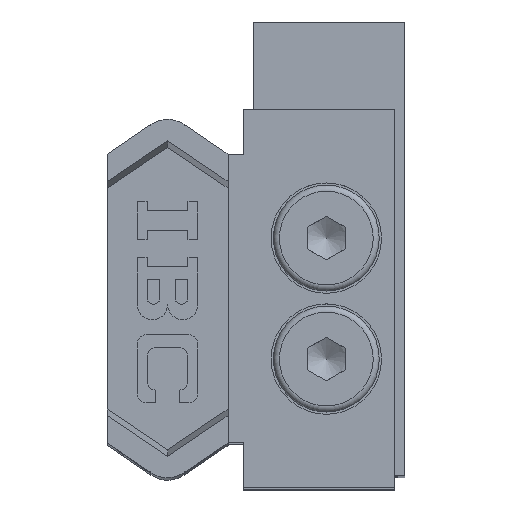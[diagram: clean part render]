
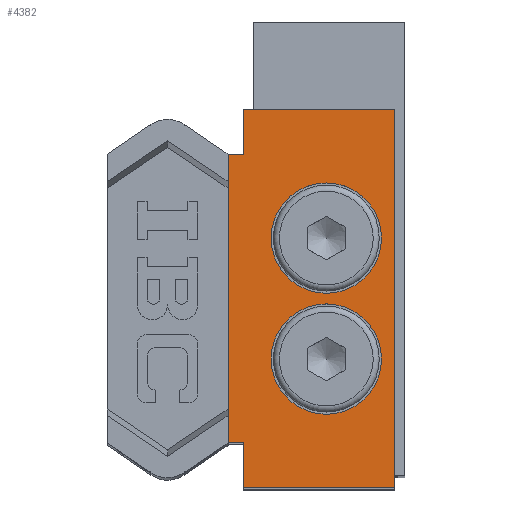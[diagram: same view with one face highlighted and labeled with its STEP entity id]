
A CAD part, top view. The second image highlights one B-rep face of the part: STEP entity #4382.
In plain terms, the highlighted face is planar.
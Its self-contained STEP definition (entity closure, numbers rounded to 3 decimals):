
#2035=CARTESIAN_POINT('',(9.051,-4.001,2.));
#2036=VERTEX_POINT('',#2035);
#2163=CARTESIAN_POINT('',(-9.053,-4.001,2.));
#2164=VERTEX_POINT('',#2163);
#3790=CARTESIAN_POINT('',(-7.304,-4.001,2.0));
#3791=VERTEX_POINT('',#3790);
#3792=CARTESIAN_POINT('',(7.299,-4.001,2.0));
#3793=VERTEX_POINT('',#3792);
#3794=CARTESIAN_POINT('',(-7.304,-4.001,2.));
#3795=DIRECTION('',(1.0,0.0,0.0));
#3796=VECTOR('',#3795,14.603);
#3797=LINE('',#3794,#3796);
#3798=EDGE_CURVE('',#3791,#3793,#3797,.T.);
#3952=CARTESIAN_POINT('',(0.35,-10.501,1.997));
#3953=VERTEX_POINT('',#3952);
#3954=CARTESIAN_POINT('',(4.,-10.501,1.997));
#3955=DIRECTION('',(0.0,0.,1.));
#3956=DIRECTION('',(-1.0,0.0,0.0));
#3957=AXIS2_PLACEMENT_3D('',#3954,#3955,#3956);
#3958=CIRCLE('',#3957,3.65);
#3959=EDGE_CURVE('',#3953,#3953,#3958,.T.);
#4062=CARTESIAN_POINT('',(-7.65,-10.501,1.997));
#4063=VERTEX_POINT('',#4062);
#4064=CARTESIAN_POINT('',(-4.,-10.501,1.997));
#4065=DIRECTION('',(0.0,0.,1.));
#4066=DIRECTION('',(-1.0,0.0,0.0));
#4067=AXIS2_PLACEMENT_3D('',#4064,#4065,#4066);
#4068=CIRCLE('',#4067,3.65);
#4069=EDGE_CURVE('',#4063,#4063,#4068,.T.);
#4123=CARTESIAN_POINT('',(-9.5,-5.001,2.));
#4124=VERTEX_POINT('',#4123);
#4133=CARTESIAN_POINT('',(-12.5,-5.001,2.));
#4134=VERTEX_POINT('',#4133);
#4135=CARTESIAN_POINT('',(-9.5,-5.001,2.));
#4136=DIRECTION('',(-1.0,0.0,0.0));
#4137=VECTOR('',#4136,3.0);
#4138=LINE('',#4135,#4137);
#4139=EDGE_CURVE('',#4124,#4134,#4138,.T.);
#4165=CARTESIAN_POINT('',(9.5,-5.001,2.));
#4166=VERTEX_POINT('',#4165);
#4181=CARTESIAN_POINT('',(12.5,-5.001,2.));
#4182=VERTEX_POINT('',#4181);
#4189=CARTESIAN_POINT('',(12.5,-5.001,2.));
#4190=DIRECTION('',(-1.0,0.0,0.0));
#4191=VECTOR('',#4190,3.0);
#4192=LINE('',#4189,#4191);
#4193=EDGE_CURVE('',#4182,#4166,#4192,.T.);
#4205=CARTESIAN_POINT('',(12.5,-15.001,1.996));
#4206=VERTEX_POINT('',#4205);
#4213=CARTESIAN_POINT('',(12.5,-5.001,2.));
#4214=DIRECTION('',(0.0,-1.,0.));
#4215=VECTOR('',#4214,10.0);
#4216=LINE('',#4213,#4215);
#4217=EDGE_CURVE('',#4182,#4206,#4216,.T.);
#4234=CARTESIAN_POINT('',(-12.5,-15.001,1.996));
#4235=VERTEX_POINT('',#4234);
#4251=CARTESIAN_POINT('',(-12.5,-5.001,2.));
#4252=DIRECTION('',(0.0,-1.,0.));
#4253=VECTOR('',#4252,10.0);
#4254=LINE('',#4251,#4253);
#4255=EDGE_CURVE('',#4134,#4235,#4254,.T.);
#4273=CARTESIAN_POINT('',(12.5,-15.001,1.996));
#4274=DIRECTION('',(-1.0,0.0,0.0));
#4275=VECTOR('',#4274,25.0);
#4276=LINE('',#4273,#4275);
#4277=EDGE_CURVE('',#4206,#4235,#4276,.T.);
#4296=CARTESIAN_POINT('',(9.5,-4.001,2.));
#4297=VERTEX_POINT('',#4296);
#4304=CARTESIAN_POINT('',(9.5,-4.001,2.));
#4305=DIRECTION('',(-1.0,0.0,0.0));
#4306=VECTOR('',#4305,0.449);
#4307=LINE('',#4304,#4306);
#4308=EDGE_CURVE('',#4297,#2036,#4307,.T.);
#4319=CARTESIAN_POINT('',(9.5,-4.001,2.));
#4320=DIRECTION('',(0.0,-1.,0.));
#4321=VECTOR('',#4320,1.0);
#4322=LINE('',#4319,#4321);
#4323=EDGE_CURVE('',#4297,#4166,#4322,.T.);
#4335=CARTESIAN_POINT('',(9.5,-4.001,2.));
#4336=DIRECTION('',(0.,0.,-1.));
#4337=DIRECTION('',(-1.0,0.0,0.0));
#4338=AXIS2_PLACEMENT_3D('',#4335,#4336,#4337);
#4339=PLANE('',#4338);
#4340=CARTESIAN_POINT('',(-9.5,-4.001,2.));
#4341=VERTEX_POINT('',#4340);
#4342=CARTESIAN_POINT('',(-9.5,-4.001,2.));
#4343=DIRECTION('',(0.0,-1.,0.));
#4344=VECTOR('',#4343,1.);
#4345=LINE('',#4342,#4344);
#4346=EDGE_CURVE('',#4341,#4124,#4345,.T.);
#4347=ORIENTED_EDGE('',*,*,#4346,.F.);
#4348=CARTESIAN_POINT('',(-9.053,-4.001,2.));
#4349=DIRECTION('',(-1.0,0.0,0.0));
#4350=VECTOR('',#4349,0.447);
#4351=LINE('',#4348,#4350);
#4352=EDGE_CURVE('',#2164,#4341,#4351,.T.);
#4353=ORIENTED_EDGE('',*,*,#4352,.F.);
#4354=CARTESIAN_POINT('',(-7.304,-4.001,2.));
#4355=DIRECTION('',(-1.0,0.0,0.0));
#4356=VECTOR('',#4355,1.749);
#4357=LINE('',#4354,#4356);
#4358=EDGE_CURVE('',#3791,#2164,#4357,.T.);
#4359=ORIENTED_EDGE('',*,*,#4358,.F.);
#4360=ORIENTED_EDGE('',*,*,#3798,.T.);
#4361=CARTESIAN_POINT('',(9.051,-4.001,2.));
#4362=DIRECTION('',(-1.0,0.0,0.0));
#4363=VECTOR('',#4362,1.752);
#4364=LINE('',#4361,#4363);
#4365=EDGE_CURVE('',#2036,#3793,#4364,.T.);
#4366=ORIENTED_EDGE('',*,*,#4365,.F.);
#4367=ORIENTED_EDGE('',*,*,#4308,.F.);
#4368=ORIENTED_EDGE('',*,*,#4323,.T.);
#4369=ORIENTED_EDGE('',*,*,#4193,.F.);
#4370=ORIENTED_EDGE('',*,*,#4217,.T.);
#4371=ORIENTED_EDGE('',*,*,#4277,.T.);
#4372=ORIENTED_EDGE('',*,*,#4255,.F.);
#4373=ORIENTED_EDGE('',*,*,#4139,.F.);
#4374=EDGE_LOOP('',(#4347,#4353,#4359,#4360,#4366,#4367,#4368,#4369,#4370,#4371,#4372,#4373));
#4375=FACE_OUTER_BOUND('',#4374,.T.);
#4376=ORIENTED_EDGE('',*,*,#3959,.T.);
#4377=EDGE_LOOP('',(#4376));
#4378=FACE_BOUND('',#4377,.T.);
#4379=ORIENTED_EDGE('',*,*,#4069,.T.);
#4380=EDGE_LOOP('',(#4379));
#4381=FACE_BOUND('',#4380,.T.);
#4382=ADVANCED_FACE('',(#4375,#4378,#4381),#4339,.T.);
